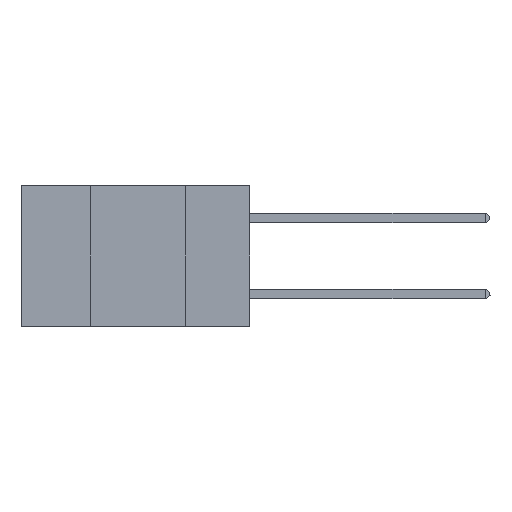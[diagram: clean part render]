
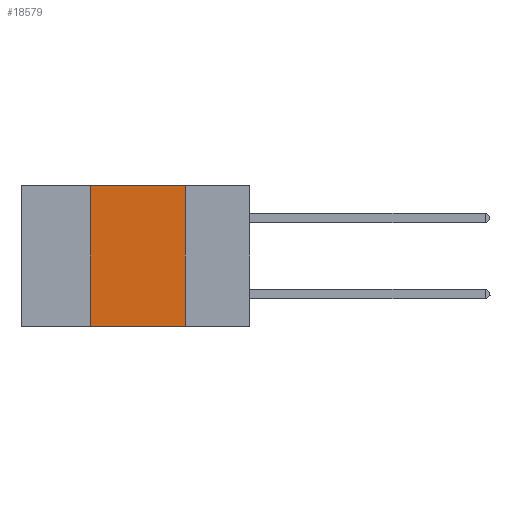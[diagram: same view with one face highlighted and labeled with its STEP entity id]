
A CAD part, left-side view. The second image highlights one B-rep face of the part: STEP entity #18579.
In plain terms, the highlighted planar face has unit normal (-1, 0, 0).
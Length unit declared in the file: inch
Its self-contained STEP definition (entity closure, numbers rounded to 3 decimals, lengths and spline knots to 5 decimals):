
#1170 = FACE_OUTER_BOUND ( 'NONE', #4422, .T. ) ;
#1765 = CARTESIAN_POINT ( 'NONE',  ( 0., 0.42, -0.37 ) ) ;
#1906 = ORIENTED_EDGE ( 'NONE', *, *, #11487, .F. ) ;
#2307 = VECTOR ( 'NONE', #7143, 39.37008 ) ;
#2813 = EDGE_CURVE ( 'NONE', #8362, #10023, #16764, .T. ) ;
#2845 = LINE ( 'NONE', #9244, #14450 ) ;
#4100 = DIRECTION ( 'NONE',  ( 0., 0., 1. ) ) ;
#4422 = EDGE_LOOP ( 'NONE', ( #6428, #1906, #5145, #10515 ) ) ;
#4811 = DIRECTION ( 'NONE',  ( 1., 0., 0. ) ) ;
#5145 = ORIENTED_EDGE ( 'NONE', *, *, #11040, .F. ) ;
#6354 = AXIS2_PLACEMENT_3D ( 'NONE', #18100, #4811, #11553 ) ;
#6428 = ORIENTED_EDGE ( 'NONE', *, *, #2813, .F. ) ;
#6528 = VECTOR ( 'NONE', #8754, 39.37008 ) ;
#7143 = DIRECTION ( 'NONE',  ( 0., -1., 0. ) ) ;
#7557 = LINE ( 'NONE', #20173, #2307 ) ;
#7748 = CARTESIAN_POINT ( 'NONE',  ( 0., 0.42, 0. ) ) ;
#8362 = VERTEX_POINT ( 'NONE', #9765 ) ;
#8754 = DIRECTION ( 'NONE',  ( 0., 0., -1. ) ) ;
#9042 = CARTESIAN_POINT ( 'NONE',  ( 0., 0.17, 0. ) ) ;
#9209 = VERTEX_POINT ( 'NONE', #7748 ) ;
#9244 = CARTESIAN_POINT ( 'NONE',  ( 0., 0.42, 0. ) ) ;
#9765 = CARTESIAN_POINT ( 'NONE',  ( 0., 0.17, 0. ) ) ;
#10023 = VERTEX_POINT ( 'NONE', #17406 ) ;
#10190 = VERTEX_POINT ( 'NONE', #1765 ) ;
#10515 = ORIENTED_EDGE ( 'NONE', *, *, #13001, .T. ) ;
#10615 = VECTOR ( 'NONE', #19126, 39.37008 ) ;
#11040 = EDGE_CURVE ( 'NONE', #10190, #9209, #2845, .T. ) ;
#11487 = EDGE_CURVE ( 'NONE', #9209, #8362, #14930, .T. ) ;
#11553 = DIRECTION ( 'NONE',  ( 0., 0., -1. ) ) ;
#11704 = PLANE ( 'NONE',  #6354 ) ;
#13001 = EDGE_CURVE ( 'NONE', #10190, #10023, #7557, .T. ) ;
#14450 = VECTOR ( 'NONE', #4100, 39.37008 ) ;
#14930 = LINE ( 'NONE', #17351, #10615 ) ;
#16764 = LINE ( 'NONE', #9042, #6528 ) ;
#17351 = CARTESIAN_POINT ( 'NONE',  ( 0., 0.6, 0. ) ) ;
#17406 = CARTESIAN_POINT ( 'NONE',  ( 0., 0.17, -0.37 ) ) ;
#18100 = CARTESIAN_POINT ( 'NONE',  ( 0., 0.6, 0. ) ) ;
#18579 = ADVANCED_FACE ( 'NONE', ( #1170 ), #11704, .F. ) ;
#19126 = DIRECTION ( 'NONE',  ( 0., -1., 0. ) ) ;
#20173 = CARTESIAN_POINT ( 'NONE',  ( 0., 0.6, -0.37 ) ) ;
